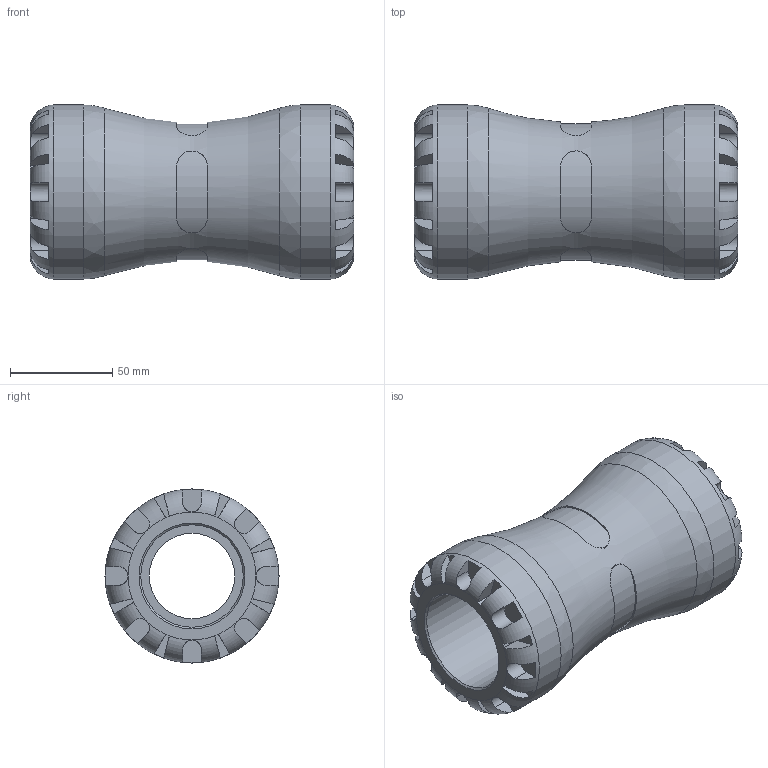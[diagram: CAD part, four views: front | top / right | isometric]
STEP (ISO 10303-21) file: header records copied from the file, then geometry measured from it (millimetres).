
FILE_DESCRIPTION(/* description */ ('PLASSON COUPLER 50X50 SERIES 1'),/* implementation_level */ '2;1');
FILE_NAME(/* name */ '100100050_190100050.ipt.stp',/* time_stamp */ '2017-01-17T10:59:13+02:00',/* author */ ('KIM'),/* organization */ (''),/* preprocessor_version */ 'ST-DEVELOPER v15.6',/* originating_system */ 'Autodesk Inventor 2015',/* authorisation */ '');
FILE_SCHEMA (('AUTOMOTIVE_DESIGN { 1 0 10303 214 3 1 1 }'));
Length unit declared in the file: millimetre
Products named in the file (1): 100100050_190100050
Bounding box: 158 x 85 x 85 mm (x, y, z)
Volume: 425624.1 mm3; surface area: 74809.1 mm2
Topology: 1 solids, 1 shells, 164 faces, 419 edges, 262 vertices
Faces by surface type: plane 108, cylinder 49, torus 3, cone 2, bspline 2
Full cylindrical faces by diameter (mm): 41.667 x1, 50 x2, 85 x2
Entity records: 6440 total; most frequent: CARTESIAN_POINT 2471, ORIENTED_EDGE 808, DIRECTION 762, EDGE_CURVE 404, AXIS2_PLACEMENT_3D 309, VERTEX_POINT 258, EDGE_LOOP 182, STYLED_ITEM 165
